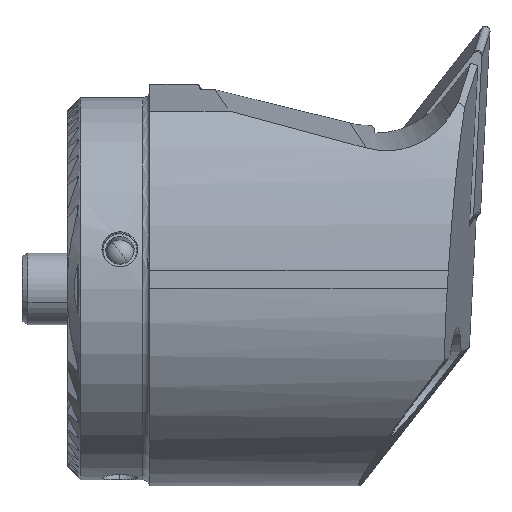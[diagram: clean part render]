
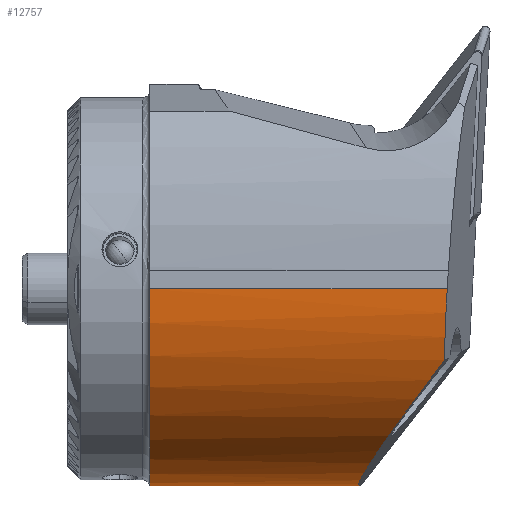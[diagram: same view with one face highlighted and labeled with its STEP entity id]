
A CAD part, front view. The second image highlights one B-rep face of the part: STEP entity #12757.
In plain terms, the highlighted cylindrical face has radius 16.5 mm (diameter 33 mm), a partial arc.
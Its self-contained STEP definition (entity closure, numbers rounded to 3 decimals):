
#851 = VERTEX_POINT ( 'NONE', #10101 ) ;
#872 = ORIENTED_EDGE ( 'NONE', *, *, #10527, .T. ) ;
#1002 = AXIS2_PLACEMENT_3D ( 'NONE', #2063, #12305, #8522 ) ;
#1020 = VERTEX_POINT ( 'NONE', #13088 ) ;
#1210 = EDGE_CURVE ( 'NONE', #6951, #851, #10136, .T. ) ;
#1335 = FACE_OUTER_BOUND ( 'NONE', #4515, .T. ) ;
#2031 =( BOUNDED_CURVE ( )  B_SPLINE_CURVE ( 3, ( #13195, #8220, #11851, #9414 ),
 .UNSPECIFIED., .F., .F. ) 
 B_SPLINE_CURVE_WITH_KNOTS ( ( 4, 4 ),
 ( 3.243, 3.614 ),
 .UNSPECIFIED. ) 
 CURVE ( )  GEOMETRIC_REPRESENTATION_ITEM ( )  RATIONAL_B_SPLINE_CURVE ( ( 1., 0.989, 0.989, 1. ) ) 
 REPRESENTATION_ITEM ( '' )  );
#2063 = CARTESIAN_POINT ( 'NONE',  ( 6.492, 0., 0. ) ) ;
#2193 = VECTOR ( 'NONE', #16009, 1000. ) ;
#2408 = CARTESIAN_POINT ( 'NONE',  ( -1.124, 0., 0. ) ) ;
#2490 = DIRECTION ( 'NONE',  ( 1., 0., 0. ) ) ;
#2687 = DIRECTION ( 'NONE',  ( 0., 0., -1. ) ) ;
#3605 = CARTESIAN_POINT ( 'NONE',  ( 23.506, -7.027, -16.5 ) ) ;
#3644 = CARTESIAN_POINT ( 'NONE',  ( 6.492, 0., -16.5 ) ) ;
#4515 = EDGE_LOOP ( 'NONE', ( #12719, #11621, #9249, #872, #4550 ) ) ;
#4550 = ORIENTED_EDGE ( 'NONE', *, *, #1210, .F. ) ;
#4731 = VERTEX_POINT ( 'NONE', #3644 ) ;
#4892 = CIRCLE ( 'NONE', #1002, 16.5 ) ;
#5818 =( BOUNDED_CURVE ( )  B_SPLINE_CURVE ( 3, ( #15237, #3605, #13984, #6233 ),
 .UNSPECIFIED., .F., .F. ) 
 B_SPLINE_CURVE_WITH_KNOTS ( ( 4, 4 ),
 ( 3.049, 4.249 ),
 .UNSPECIFIED. ) 
 CURVE ( )  GEOMETRIC_REPRESENTATION_ITEM ( )  RATIONAL_B_SPLINE_CURVE ( ( 1., 0.884, 0.884, 1. ) ) 
 REPRESENTATION_ITEM ( '' )  );
#6017 = CARTESIAN_POINT ( 'NONE',  ( 24.018, 0., -16.5 ) ) ;
#6205 = CARTESIAN_POINT ( 'NONE',  ( -1.124, 0., -16.5 ) ) ;
#6233 = CARTESIAN_POINT ( 'NONE',  ( 31.186, -15.376, -5.986 ) ) ;
#6951 = VERTEX_POINT ( 'NONE', #15931 ) ;
#8220 = CARTESIAN_POINT ( 'NONE',  ( 31.214, -16.121, -4.072 ) ) ;
#8522 = DIRECTION ( 'NONE',  ( 0., 0., 1. ) ) ;
#8865 = EDGE_CURVE ( 'NONE', #4731, #11238, #11018, .T. ) ;
#9249 = ORIENTED_EDGE ( 'NONE', *, *, #11894, .T. ) ;
#9414 = CARTESIAN_POINT ( 'NONE',  ( 31.417, -16.5, 0. ) ) ;
#10101 = CARTESIAN_POINT ( 'NONE',  ( 31.417, -16.5, 0. ) ) ;
#10136 = LINE ( 'NONE', #16113, #2193 ) ;
#10243 = EDGE_CURVE ( 'NONE', #4731, #6951, #4892, .T. ) ;
#10527 = EDGE_CURVE ( 'NONE', #1020, #851, #2031, .T. ) ;
#11018 = LINE ( 'NONE', #6205, #16912 ) ;
#11238 = VERTEX_POINT ( 'NONE', #6017 ) ;
#11621 = ORIENTED_EDGE ( 'NONE', *, *, #8865, .T. ) ;
#11851 = CARTESIAN_POINT ( 'NONE',  ( 31.292, -16.5, -2.054 ) ) ;
#11894 = EDGE_CURVE ( 'NONE', #11238, #1020, #5818, .T. ) ;
#12305 = DIRECTION ( 'NONE',  ( -1., 0., 0. ) ) ;
#12623 = DIRECTION ( 'NONE',  ( 1., 0., 0. ) ) ;
#12719 = ORIENTED_EDGE ( 'NONE', *, *, #10243, .F. ) ;
#12757 = ADVANCED_FACE ( 'NONE', ( #1335 ), #14158, .T. ) ;
#13088 = CARTESIAN_POINT ( 'NONE',  ( 31.186, -15.376, -5.986 ) ) ;
#13195 = CARTESIAN_POINT ( 'NONE',  ( 31.186, -15.376, -5.986 ) ) ;
#13984 = CARTESIAN_POINT ( 'NONE',  ( 26.21, -12.827, -12.534 ) ) ;
#14158 = CYLINDRICAL_SURFACE ( 'NONE', #15004, 16.5 ) ;
#15004 = AXIS2_PLACEMENT_3D ( 'NONE', #2408, #12623, #2687 ) ;
#15237 = CARTESIAN_POINT ( 'NONE',  ( 24.018, 0., -16.5 ) ) ;
#15931 = CARTESIAN_POINT ( 'NONE',  ( 6.492, -16.5, 0. ) ) ;
#16009 = DIRECTION ( 'NONE',  ( 1., 0., 0. ) ) ;
#16113 = CARTESIAN_POINT ( 'NONE',  ( -1.124, -16.5, 0. ) ) ;
#16912 = VECTOR ( 'NONE', #2490, 1000. ) ;
